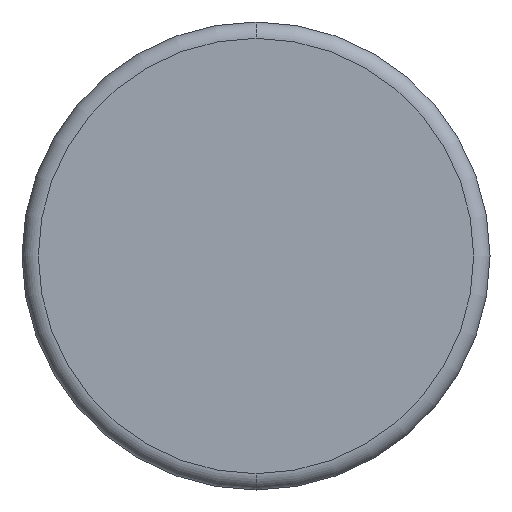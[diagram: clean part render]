
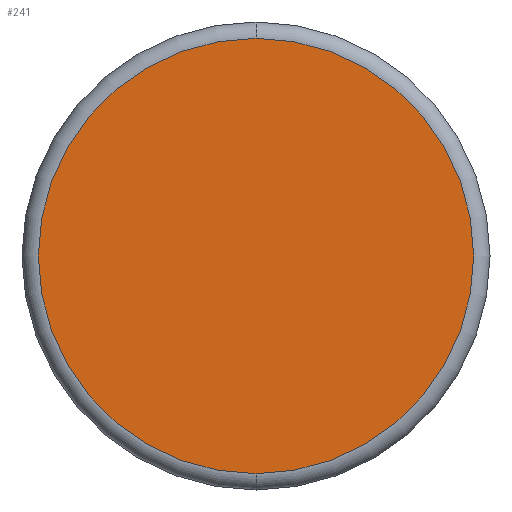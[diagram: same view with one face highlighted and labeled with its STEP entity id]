
A CAD part, front view. The second image highlights one B-rep face of the part: STEP entity #241.
In plain terms, the highlighted planar face has unit normal (0, -1, 0).
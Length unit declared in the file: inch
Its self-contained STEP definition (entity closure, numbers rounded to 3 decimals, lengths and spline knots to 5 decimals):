
#3 = DIRECTION ( 'NONE',  ( 0., -1., 0. ) ) ;
#4 = CARTESIAN_POINT ( 'NONE',  ( 0., -0.96707, -0.26181 ) ) ;
#29 = DIRECTION ( 'NONE',  ( 0., -1., 0. ) ) ;
#35 = FACE_OUTER_BOUND ( 'NONE', #169, .T. ) ;
#78 = ORIENTED_EDGE ( 'NONE', *, *, #375, .T. ) ;
#114 = VERTEX_POINT ( 'NONE', #4 ) ;
#125 = CIRCLE ( 'NONE', #264, 0.26181 ) ;
#141 = CARTESIAN_POINT ( 'NONE',  ( 0., -0.96707, 0. ) ) ;
#165 = CIRCLE ( 'NONE', #283, 0.26181 ) ;
#169 = EDGE_LOOP ( 'NONE', ( #78, #258 ) ) ;
#171 = DIRECTION ( 'NONE',  ( 0., 0., 1. ) ) ;
#177 = CARTESIAN_POINT ( 'NONE',  ( 0., -0.96707, 0. ) ) ;
#186 = DIRECTION ( 'NONE',  ( 0., 0., 1. ) ) ;
#206 = DIRECTION ( 'NONE',  ( 0., 0., 1. ) ) ;
#214 = DIRECTION ( 'NONE',  ( 0., 1., 0. ) ) ;
#241 = ADVANCED_FACE ( 'NONE', ( #35 ), #356, .F. ) ;
#258 = ORIENTED_EDGE ( 'NONE', *, *, #346, .T. ) ;
#264 = AXIS2_PLACEMENT_3D ( 'NONE', #177, #29, #206 ) ;
#283 = AXIS2_PLACEMENT_3D ( 'NONE', #141, #3, #171 ) ;
#321 = AXIS2_PLACEMENT_3D ( 'NONE', #398, #214, #186 ) ;
#346 = EDGE_CURVE ( 'NONE', #114, #363, #165, .T. ) ;
#356 = PLANE ( 'NONE',  #321 ) ;
#363 = VERTEX_POINT ( 'NONE', #367 ) ;
#367 = CARTESIAN_POINT ( 'NONE',  ( 0., -0.96707, 0.26181 ) ) ;
#375 = EDGE_CURVE ( 'NONE', #363, #114, #125, .T. ) ;
#398 = CARTESIAN_POINT ( 'NONE',  ( 0., -0.96707, 0. ) ) ;
